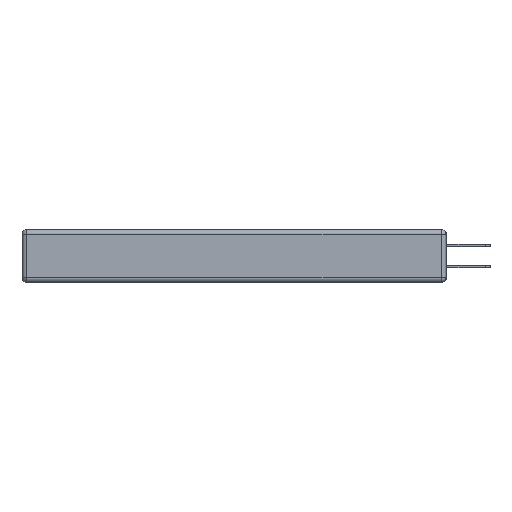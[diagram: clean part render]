
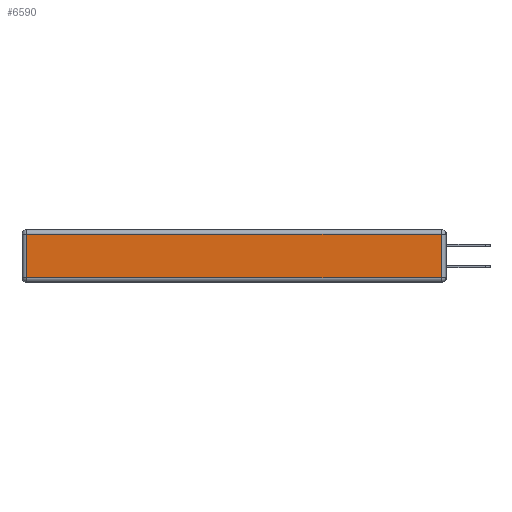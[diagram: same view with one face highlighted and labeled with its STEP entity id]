
A CAD part, left-side view. The second image highlights one B-rep face of the part: STEP entity #6590.
In plain terms, the highlighted planar face has unit normal (-1, 0, 0).
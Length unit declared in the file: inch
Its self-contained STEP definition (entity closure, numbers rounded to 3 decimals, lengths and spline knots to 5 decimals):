
#43 = ORIENTED_EDGE ( 'NONE', *, *, #12093, .T. ) ;
#343 = DIRECTION ( 'NONE',  ( 0., 0., -1. ) ) ;
#1110 = CARTESIAN_POINT ( 'NONE',  ( 0., 2.72, -0.343 ) ) ;
#2148 = ORIENTED_EDGE ( 'NONE', *, *, #10313, .T. ) ;
#2962 = CARTESIAN_POINT ( 'NONE',  ( 0., 0.03, -0.313 ) ) ;
#3256 = VECTOR ( 'NONE', #3769, 39.37008 ) ;
#3769 = DIRECTION ( 'NONE',  ( 0., 0., 1. ) ) ;
#3910 = FACE_OUTER_BOUND ( 'NONE', #5496, .T. ) ;
#3927 = VECTOR ( 'NONE', #343, 39.37008 ) ;
#5394 = PLANE ( 'NONE',  #6575 ) ;
#5496 = EDGE_LOOP ( 'NONE', ( #2148, #9179, #43, #10448 ) ) ;
#6091 = LINE ( 'NONE', #10483, #3256 ) ;
#6092 = CARTESIAN_POINT ( 'NONE',  ( 0., 2.75, -0.03 ) ) ;
#6183 = VERTEX_POINT ( 'NONE', #8896 ) ;
#6186 = EDGE_CURVE ( 'NONE', #6183, #9149, #13819, .T. ) ;
#6575 = AXIS2_PLACEMENT_3D ( 'NONE', #9937, #8879, #7741 ) ;
#6590 = ADVANCED_FACE ( 'NONE', ( #3910 ), #5394, .T. ) ;
#7220 = VECTOR ( 'NONE', #7799, 39.37008 ) ;
#7284 = VERTEX_POINT ( 'NONE', #10289 ) ;
#7530 = VECTOR ( 'NONE', #10722, 39.37008 ) ;
#7577 = CARTESIAN_POINT ( 'NONE',  ( 0., 2.72, -0.313 ) ) ;
#7741 = DIRECTION ( 'NONE',  ( 0., 0., 1. ) ) ;
#7799 = DIRECTION ( 'NONE',  ( 0., -1., 0. ) ) ;
#8211 = LINE ( 'NONE', #6092, #7530 ) ;
#8612 = LINE ( 'NONE', #14596, #7220 ) ;
#8879 = DIRECTION ( 'NONE',  ( -1., 0., 0. ) ) ;
#8896 = CARTESIAN_POINT ( 'NONE',  ( 0., 2.72, -0.03 ) ) ;
#9149 = VERTEX_POINT ( 'NONE', #7577 ) ;
#9179 = ORIENTED_EDGE ( 'NONE', *, *, #13287, .T. ) ;
#9937 = CARTESIAN_POINT ( 'NONE',  ( 0., 0., -0.343 ) ) ;
#10289 = CARTESIAN_POINT ( 'NONE',  ( 0., 0.03, -0.03 ) ) ;
#10313 = EDGE_CURVE ( 'NONE', #9149, #11671, #8612, .T. ) ;
#10448 = ORIENTED_EDGE ( 'NONE', *, *, #6186, .T. ) ;
#10483 = CARTESIAN_POINT ( 'NONE',  ( 0., 0.03, -0.343 ) ) ;
#10722 = DIRECTION ( 'NONE',  ( 0., 1., 0. ) ) ;
#11671 = VERTEX_POINT ( 'NONE', #2962 ) ;
#12093 = EDGE_CURVE ( 'NONE', #7284, #6183, #8211, .T. ) ;
#13287 = EDGE_CURVE ( 'NONE', #11671, #7284, #6091, .T. ) ;
#13819 = LINE ( 'NONE', #1110, #3927 ) ;
#14596 = CARTESIAN_POINT ( 'NONE',  ( 0., 0., -0.313 ) ) ;
